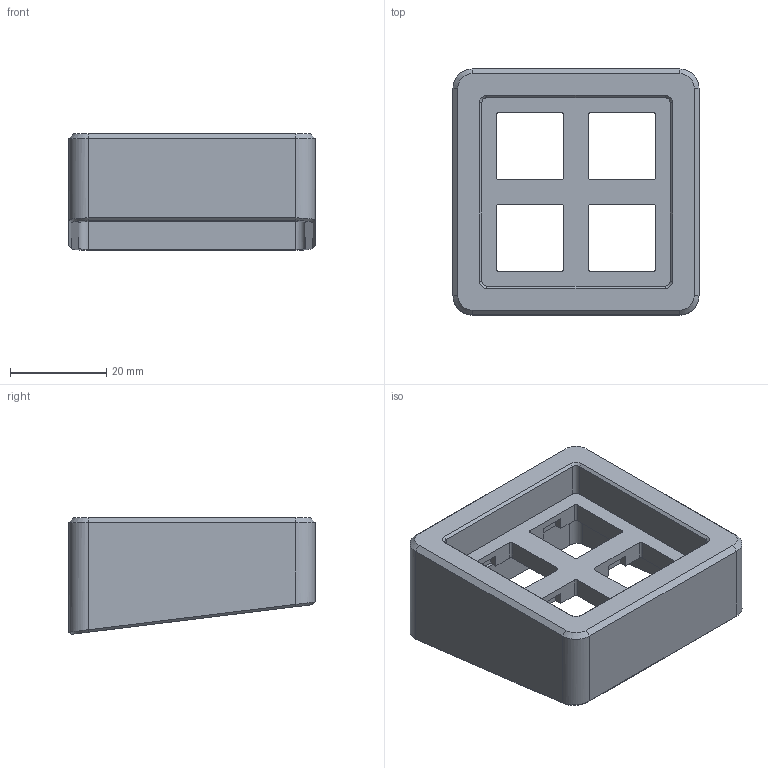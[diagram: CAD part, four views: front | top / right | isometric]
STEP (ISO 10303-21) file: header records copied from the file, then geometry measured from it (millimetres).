
FILE_DESCRIPTION(/* description */ (''),/* implementation_level */ '2;1');
FILE_NAME(/* name */ 'pos_top.step',/* time_stamp */ '2022-01-14T23:17:04+01:00',/* author */ (''),/* organization */ (''),/* preprocessor_version */ 'ST-DEVELOPER v18.1',/* originating_system */ 'Autodesk Translation Framework v10.10.0.1391',/* authorisation */ '');
FILE_SCHEMA (('AUTOMOTIVE_DESIGN { 1 0 10303 214 3 1 1 }'));
Length unit declared in the file: millimetre
Products named in the file (1): top
Bounding box: 51.1 x 51.1 x 24.21 mm (x, y, z)
Volume: 18555.7 mm3; surface area: 11436.7 mm2
Topology: 1 solids, 1 shells, 129 faces, 348 edges, 224 vertices
Faces by surface type: plane 81, cylinder 30, cone 10, bspline 8
Entity records: 4187 total; most frequent: CARTESIAN_POINT 894, ORIENTED_EDGE 696, DIRECTION 644, EDGE_CURVE 348, LINE 264, VECTOR 264, VERTEX_POINT 224, AXIS2_PLACEMENT_3D 190
